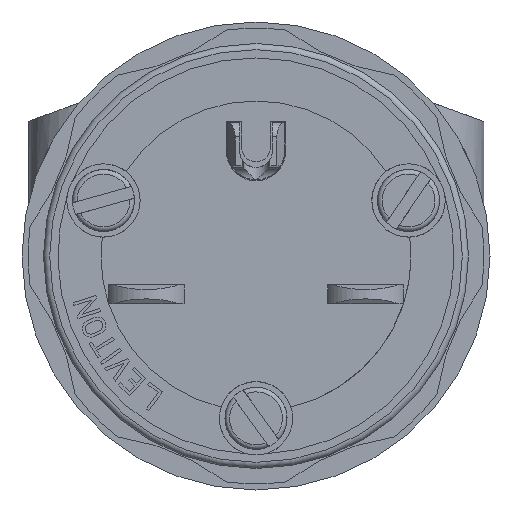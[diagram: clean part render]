
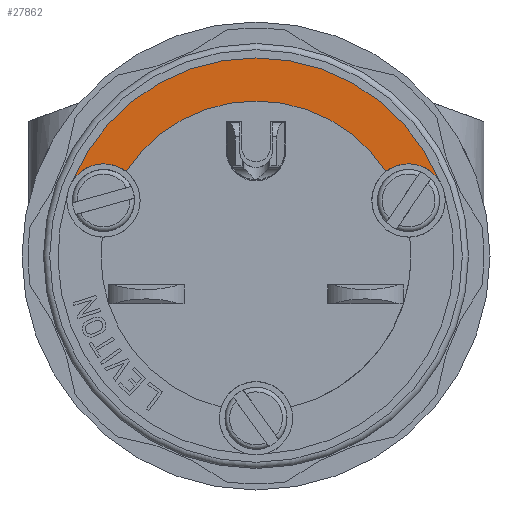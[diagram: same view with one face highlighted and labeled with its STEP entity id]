
A CAD part, left-side view. The second image highlights one B-rep face of the part: STEP entity #27862.
In plain terms, the highlighted planar face has unit normal (-1, 0, 0).
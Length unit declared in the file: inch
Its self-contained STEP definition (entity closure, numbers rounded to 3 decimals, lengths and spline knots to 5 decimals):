
#1509 = AXIS2_PLACEMENT_3D ( 'NONE', #38715, #11974, #32510 ) ;
#2338 = EDGE_CURVE ( 'NONE', #23302, #35793, #41219, .T. ) ;
#4574 = EDGE_CURVE ( 'NONE', #22417, #39056, #20302, .T. ) ;
#5311 = DIRECTION ( 'NONE',  ( 0., -1., 0. ) ) ;
#6255 = DIRECTION ( 'NONE',  ( 0., -1., 0. ) ) ;
#8350 = FACE_OUTER_BOUND ( 'NONE', #41820, .T. ) ;
#8500 = ORIENTED_EDGE ( 'NONE', *, *, #4574, .F. ) ;
#8753 = CARTESIAN_POINT ( 'NONE',  ( 0.02, -0.42515, 0.27622 ) ) ;
#11974 = DIRECTION ( 'NONE',  ( -1., 0., 0. ) ) ;
#13633 = CARTESIAN_POINT ( 'NONE',  ( 0.02, 0.42515, 0.27622 ) ) ;
#15663 = CARTESIAN_POINT ( 'NONE',  ( 0.02, 0.49898, 0.18161 ) ) ;
#15707 = CARTESIAN_POINT ( 'NONE',  ( 0.02, 0.59822, 0.24907 ) ) ;
#17394 = CIRCLE ( 'NONE', #21637, 0.507 ) ;
#17867 = AXIS2_PLACEMENT_3D ( 'NONE', #15663, #25399, #38916 ) ;
#20065 = EDGE_CURVE ( 'NONE', #39056, #23302, #17394, .T. ) ;
#20302 = CIRCLE ( 'NONE', #42949, 0.12 ) ;
#21547 = EDGE_CURVE ( 'NONE', #22417, #35793, #40329, .T. ) ;
#21637 = AXIS2_PLACEMENT_3D ( 'NONE', #32465, #28478, #5311 ) ;
#22417 = VERTEX_POINT ( 'NONE', #24687 ) ;
#23302 = VERTEX_POINT ( 'NONE', #13633 ) ;
#23665 = ORIENTED_EDGE ( 'NONE', *, *, #21547, .T. ) ;
#24687 = CARTESIAN_POINT ( 'NONE',  ( 0.02, -0.59822, 0.24907 ) ) ;
#24889 = PLANE ( 'NONE',  #42584 ) ;
#25315 = ORIENTED_EDGE ( 'NONE', *, *, #2338, .F. ) ;
#25322 = DIRECTION ( 'NONE',  ( 0., 0., 1. ) ) ;
#25399 = DIRECTION ( 'NONE',  ( -1., 0., 0. ) ) ;
#25910 = CARTESIAN_POINT ( 'NONE',  ( 0.02, -0.49898, 0.18161 ) ) ;
#27862 = ADVANCED_FACE ( 'NONE', ( #8350 ), #24889, .F. ) ;
#28478 = DIRECTION ( 'NONE',  ( -1., 0., 0. ) ) ;
#32465 = CARTESIAN_POINT ( 'NONE',  ( 0.02, 0., 0. ) ) ;
#32510 = DIRECTION ( 'NONE',  ( 0., -1., 0. ) ) ;
#32769 = DIRECTION ( 'NONE',  ( -1., 0., 0. ) ) ;
#35542 = DIRECTION ( 'NONE',  ( 1., 0., 0. ) ) ;
#35793 = VERTEX_POINT ( 'NONE', #15707 ) ;
#35987 = CARTESIAN_POINT ( 'NONE',  ( 0.02, 0.99634, 1.64799 ) ) ;
#38715 = CARTESIAN_POINT ( 'NONE',  ( 0.02, 0., 0. ) ) ;
#38877 = ORIENTED_EDGE ( 'NONE', *, *, #20065, .F. ) ;
#38916 = DIRECTION ( 'NONE',  ( 0., -1., 0. ) ) ;
#39056 = VERTEX_POINT ( 'NONE', #8753 ) ;
#40329 = CIRCLE ( 'NONE', #1509, 0.648 ) ;
#41219 = CIRCLE ( 'NONE', #17867, 0.12 ) ;
#41820 = EDGE_LOOP ( 'NONE', ( #23665, #25315, #38877, #8500 ) ) ;
#42584 = AXIS2_PLACEMENT_3D ( 'NONE', #35987, #35542, #25322 ) ;
#42949 = AXIS2_PLACEMENT_3D ( 'NONE', #25910, #32769, #6255 ) ;
